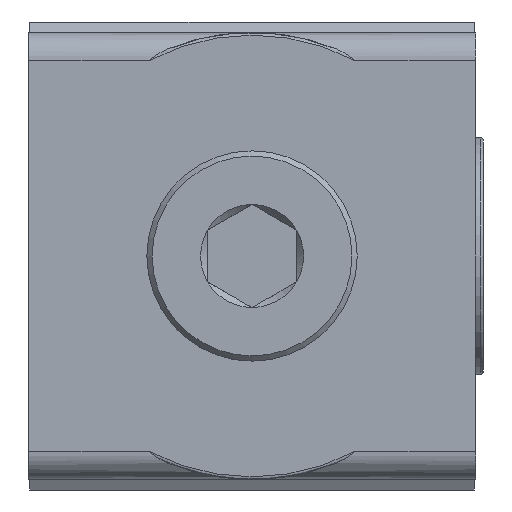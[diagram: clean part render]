
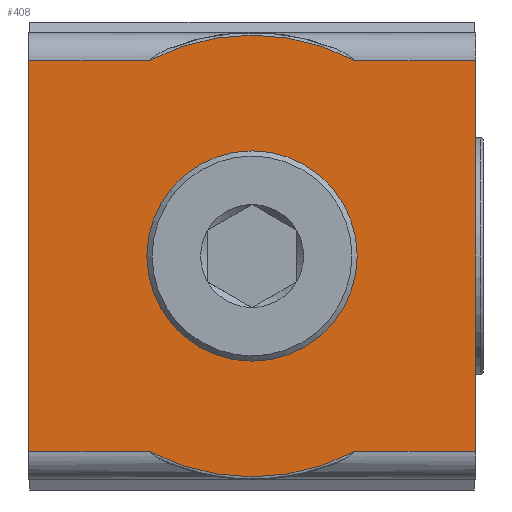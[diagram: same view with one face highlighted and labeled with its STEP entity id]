
A CAD part, front view. The second image highlights one B-rep face of the part: STEP entity #408.
In plain terms, the highlighted planar face has unit normal (0, -1, 0).
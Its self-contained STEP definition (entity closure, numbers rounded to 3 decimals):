
#408 = ADVANCED_FACE( '', ( #1077, #1078 ), #1079, .F. );
#1077 = FACE_BOUND( '', #1772, .T. );
#1078 = FACE_OUTER_BOUND( '', #1773, .T. );
#1079 = PLANE( '', #1774 );
#1772 = EDGE_LOOP( '', ( #3792 ) );
#1773 = EDGE_LOOP( '', ( #3793, #3794, #3795, #3796, #3797, #3798, #3799, #3800 ) );
#1774 = AXIS2_PLACEMENT_3D( '', #3801, #3802, #3803 );
#3792 = ORIENTED_EDGE( '', *, *, #4592, .F. );
#3793 = ORIENTED_EDGE( '', *, *, #4642, .T. );
#3794 = ORIENTED_EDGE( '', *, *, #4645, .T. );
#3795 = ORIENTED_EDGE( '', *, *, #4027, .F. );
#3796 = ORIENTED_EDGE( '', *, *, #4024, .T. );
#3797 = ORIENTED_EDGE( '', *, *, #4031, .F. );
#3798 = ORIENTED_EDGE( '', *, *, #4646, .F. );
#3799 = ORIENTED_EDGE( '', *, *, #4643, .T. );
#3800 = ORIENTED_EDGE( '', *, *, #4020, .F. );
#3801 = CARTESIAN_POINT( '', ( 42.5, 0., 37.1 ) );
#3802 = DIRECTION( '', ( 0., 1., 0. ) );
#3803 = DIRECTION( '', ( 0., 0., 1. ) );
#4020 = EDGE_CURVE( '', #4682, #4685, #4686, .T. );
#4024 = EDGE_CURVE( '', #4693, #4690, #4694, .T. );
#4027 = EDGE_CURVE( '', #4693, #4698, #4699, .T. );
#4031 = EDGE_CURVE( '', #4704, #4690, #4706, .T. );
#4592 = EDGE_CURVE( '', #5670, #5670, #5671, .F. );
#4642 = EDGE_CURVE( '', #4682, #5745, #5747, .T. );
#4643 = EDGE_CURVE( '', #5748, #4685, #5749, .T. );
#4645 = EDGE_CURVE( '', #5745, #4698, #5751, .T. );
#4646 = EDGE_CURVE( '', #5748, #4704, #5752, .T. );
#4682 = VERTEX_POINT( '', #5786 );
#4685 = VERTEX_POINT( '', #5794 );
#4686 = CIRCLE( '', #5795, 42. );
#4690 = VERTEX_POINT( '', #5804 );
#4693 = VERTEX_POINT( '', #5812 );
#4694 = CIRCLE( '', #5813, 42. );
#4698 = VERTEX_POINT( '', #5822 );
#4699 = LINE( '', #5823, #5824 );
#4704 = VERTEX_POINT( '', #5830 );
#4706 = LINE( '', #5832, #5833 );
#5670 = VERTEX_POINT( '', #7529 );
#5671 = CIRCLE( '', #7530, 20. );
#5745 = VERTEX_POINT( '', #7629 );
#5747 = LINE( '', #7631, #7632 );
#5748 = VERTEX_POINT( '', #7633 );
#5749 = LINE( '', #7634, #7635 );
#5751 = LINE( '', #7637, #7638 );
#5752 = LINE( '', #7639, #7640 );
#5786 = CARTESIAN_POINT( '', ( -19.687, 0., 37.1 ) );
#5794 = CARTESIAN_POINT( '', ( 19.687, 0., 37.1 ) );
#5795 = AXIS2_PLACEMENT_3D( '', #7692, #7693, #7694 );
#5804 = CARTESIAN_POINT( '', ( 19.687, 0., -37.1 ) );
#5812 = CARTESIAN_POINT( '', ( -19.687, 0., -37.1 ) );
#5813 = AXIS2_PLACEMENT_3D( '', #7698, #7699, #7700 );
#5822 = CARTESIAN_POINT( '', ( -42.5, 0., -37.1 ) );
#5823 = CARTESIAN_POINT( '', ( 42.5, 0., -37.1 ) );
#5824 = VECTOR( '', #7704, 1000. );
#5830 = CARTESIAN_POINT( '', ( 42.5, 0., -37.1 ) );
#5832 = CARTESIAN_POINT( '', ( 42.5, 0., -37.1 ) );
#5833 = VECTOR( '', #7712, 1000. );
#7529 = CARTESIAN_POINT( '', ( 0., 0., 20. ) );
#7530 = AXIS2_PLACEMENT_3D( '', #8469, #8470, #8471 );
#7629 = CARTESIAN_POINT( '', ( -42.5, 0., 37.1 ) );
#7631 = CARTESIAN_POINT( '', ( 42.5, 0., 37.1 ) );
#7632 = VECTOR( '', #8569, 1000. );
#7633 = CARTESIAN_POINT( '', ( 42.5, 0., 37.1 ) );
#7634 = CARTESIAN_POINT( '', ( 42.5, 0., 37.1 ) );
#7635 = VECTOR( '', #8570, 1000. );
#7637 = CARTESIAN_POINT( '', ( -42.5, 0., 37.1 ) );
#7638 = VECTOR( '', #8574, 1000. );
#7639 = CARTESIAN_POINT( '', ( 42.5, 0., 37.1 ) );
#7640 = VECTOR( '', #8575, 1000. );
#7692 = CARTESIAN_POINT( '', ( 0., 0., 0. ) );
#7693 = DIRECTION( '', ( 0., 1., 0. ) );
#7694 = DIRECTION( '', ( 0., 0., 1. ) );
#7698 = CARTESIAN_POINT( '', ( 0., 0., 0. ) );
#7699 = DIRECTION( '', ( 0., -1., 0. ) );
#7700 = DIRECTION( '', ( 0., 0., -1. ) );
#7704 = DIRECTION( '', ( -1., 0., 0. ) );
#7712 = DIRECTION( '', ( -1., 0., 0. ) );
#8469 = CARTESIAN_POINT( '', ( 0., 0., 0. ) );
#8470 = DIRECTION( '', ( 0., 1., 0. ) );
#8471 = DIRECTION( '', ( 0., 0., 1. ) );
#8569 = DIRECTION( '', ( -1., 0., 0. ) );
#8570 = DIRECTION( '', ( -1., 0., 0. ) );
#8574 = DIRECTION( '', ( 0., 0., -1. ) );
#8575 = DIRECTION( '', ( 0., 0., -1. ) );
